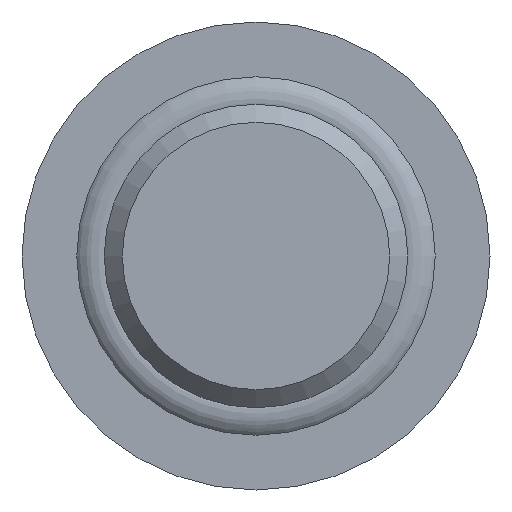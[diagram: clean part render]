
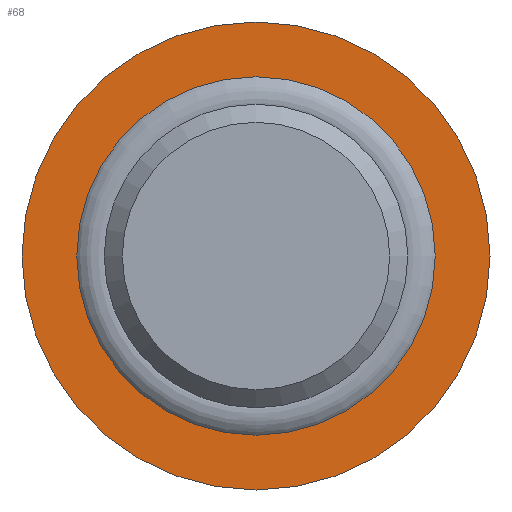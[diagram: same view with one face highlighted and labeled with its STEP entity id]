
A CAD part, front view. The second image highlights one B-rep face of the part: STEP entity #68.
In plain terms, the highlighted planar face has unit normal (0, -1, 0).
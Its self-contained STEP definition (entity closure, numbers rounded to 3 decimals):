
#68 = ADVANCED_FACE( '', ( #148, #149 ), #150, .F. );
#148 = FACE_BOUND( '', #237, .T. );
#149 = FACE_OUTER_BOUND( '', #238, .T. );
#150 = PLANE( '', #239 );
#237 = EDGE_LOOP( '', ( #348 ) );
#238 = EDGE_LOOP( '', ( #349 ) );
#239 = AXIS2_PLACEMENT_3D( '', #350, #351, #352 );
#348 = ORIENTED_EDGE( '', *, *, #477, .T. );
#349 = ORIENTED_EDGE( '', *, *, #472, .T. );
#350 = CARTESIAN_POINT( '', ( 7.5, 0., 0. ) );
#351 = DIRECTION( '', ( 0., 1., 0. ) );
#352 = DIRECTION( '', ( 0., 0., 1. ) );
#472 = EDGE_CURVE( '', #543, #543, #544, .T. );
#477 = EDGE_CURVE( '', #550, #550, #551, .T. );
#543 = VERTEX_POINT( '', #657 );
#544 = CIRCLE( '', #658, 7.5 );
#550 = VERTEX_POINT( '', #666 );
#551 = CIRCLE( '', #667, 5.743 );
#657 = CARTESIAN_POINT( '', ( 0., 0., -7.5 ) );
#658 = AXIS2_PLACEMENT_3D( '', #770, #771, #772 );
#666 = CARTESIAN_POINT( '', ( 0., 0., 5.743 ) );
#667 = AXIS2_PLACEMENT_3D( '', #775, #776, #777 );
#770 = CARTESIAN_POINT( '', ( 0., 0., 0. ) );
#771 = DIRECTION( '', ( 0., -1., 0. ) );
#772 = DIRECTION( '', ( 0., 0., -1. ) );
#775 = CARTESIAN_POINT( '', ( 0., 0., 0. ) );
#776 = DIRECTION( '', ( 0., 1., 0. ) );
#777 = DIRECTION( '', ( 0., 0., 1. ) );
